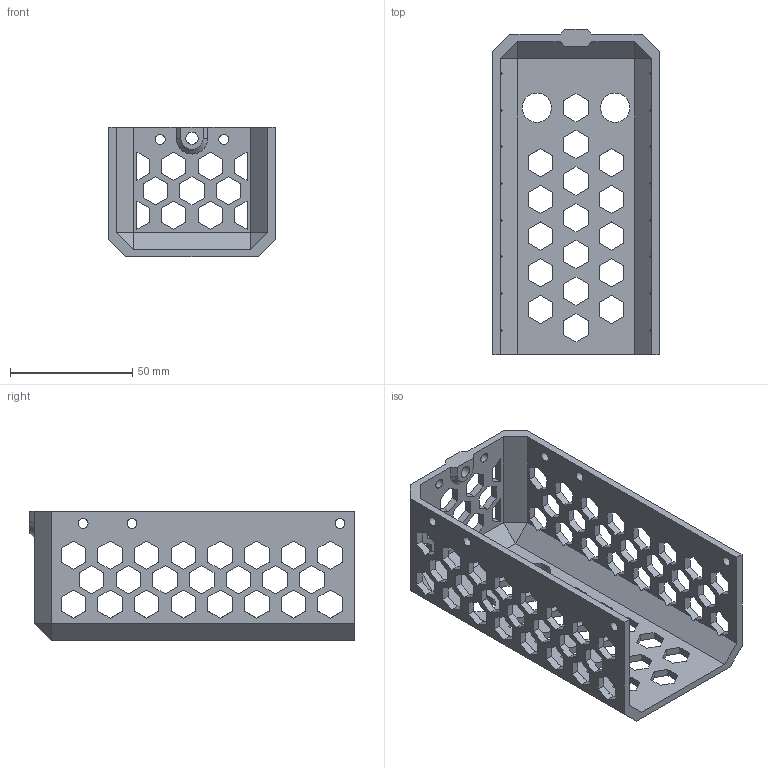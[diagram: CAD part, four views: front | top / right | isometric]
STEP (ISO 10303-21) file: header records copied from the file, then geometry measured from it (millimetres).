
FILE_DESCRIPTION(('STEP AP242'), '1');
FILE_NAME('itemEngineModuleFoundationTop', '', ('UNSPECIFIED'), ('UNSPECIFIED'), 'C3D Converter', 'C3D Toolkit', '');
FILE_SCHEMA(('AP242_MANAGED_MODEL_BASED_3D_ENGINEERING_MIM_LF { 1 0 10303 442 1 1 4 }'));
Length unit declared in the file: millimetre
Bounding box: 68 x 133 x 53 mm (x, y, z)
Volume: 55445.1 mm3; surface area: 43329.4 mm2
Topology: 1 solids, 1 shells, 479 faces, 1467 edges, 974 vertices
Faces by surface type: plane 466, cylinder 11, cone 2
Full cylindrical faces by diameter (mm): 4 x8, 5 x1, 12 x2
Entity records: 16371 total; most frequent: ORIENTED_EDGE 2912, CARTESIAN_POINT 2910, DIRECTION 2442, EDGE_CURVE 1456, LINE 1430, VECTOR 1430, VERTEX_POINT 974, EDGE_LOOP 644
